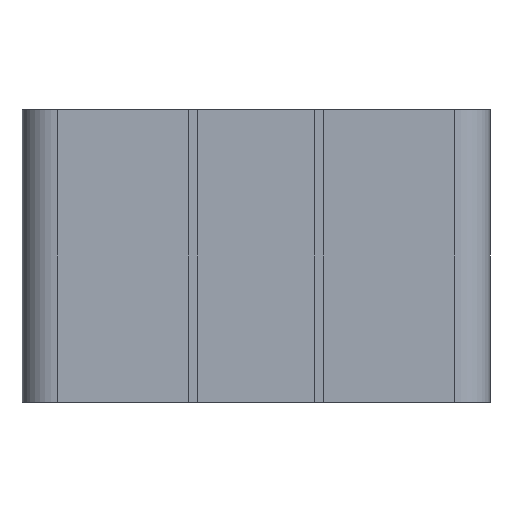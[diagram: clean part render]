
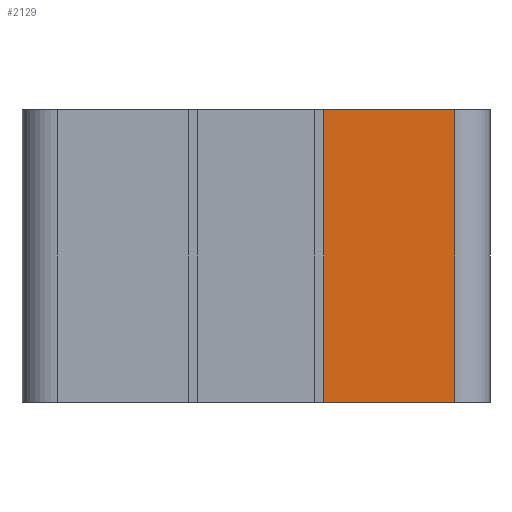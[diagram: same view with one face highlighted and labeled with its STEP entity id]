
A CAD part, front view. The second image highlights one B-rep face of the part: STEP entity #2129.
In plain terms, the highlighted planar face has unit normal (0, -1, 0).
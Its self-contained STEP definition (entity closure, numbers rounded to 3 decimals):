
#2071=CARTESIAN_POINT('',(17.,-20.0,25.0));
#2072=VERTEX_POINT('',#2071);
#2080=CARTESIAN_POINT('',(17.,-20.0,0.0));
#2081=VERTEX_POINT('',#2080);
#2082=CARTESIAN_POINT('',(17.,-20.0,0.0));
#2083=DIRECTION('',(0.0,0.0,1.0));
#2084=VECTOR('',#2083,25.0);
#2085=LINE('',#2082,#2084);
#2086=EDGE_CURVE('',#2081,#2072,#2085,.T.);
#2099=CARTESIAN_POINT('',(17.,-20.0,0.0));
#2100=DIRECTION('',(0.0,-1.0,0.0));
#2101=DIRECTION('',(0.0,0.0,-1.0));
#2102=AXIS2_PLACEMENT_3D('',#2099,#2100,#2101);
#2103=PLANE('',#2102);
#2104=CARTESIAN_POINT('',(5.8,-20.0,25.0));
#2105=VERTEX_POINT('',#2104);
#2106=CARTESIAN_POINT('',(17.,-20.0,25.0));
#2107=DIRECTION('',(-1.0,0.0,0.0));
#2108=VECTOR('',#2107,11.2);
#2109=LINE('',#2106,#2108);
#2110=EDGE_CURVE('',#2072,#2105,#2109,.T.);
#2111=ORIENTED_EDGE('',*,*,#2110,.T.);
#2112=CARTESIAN_POINT('',(5.8,-20.0,0.0));
#2113=VERTEX_POINT('',#2112);
#2114=CARTESIAN_POINT('',(5.8,-20.0,0.0));
#2115=DIRECTION('',(0.0,0.0,1.0));
#2116=VECTOR('',#2115,25.0);
#2117=LINE('',#2114,#2116);
#2118=EDGE_CURVE('',#2113,#2105,#2117,.T.);
#2119=ORIENTED_EDGE('',*,*,#2118,.F.);
#2120=CARTESIAN_POINT('',(17.,-20.0,0.0));
#2121=DIRECTION('',(-1.0,0.0,0.0));
#2122=VECTOR('',#2121,11.2);
#2123=LINE('',#2120,#2122);
#2124=EDGE_CURVE('',#2081,#2113,#2123,.T.);
#2125=ORIENTED_EDGE('',*,*,#2124,.F.);
#2126=ORIENTED_EDGE('',*,*,#2086,.T.);
#2127=EDGE_LOOP('',(#2111,#2119,#2125,#2126));
#2128=FACE_OUTER_BOUND('',#2127,.T.);
#2129=ADVANCED_FACE('',(#2128),#2103,.T.);
